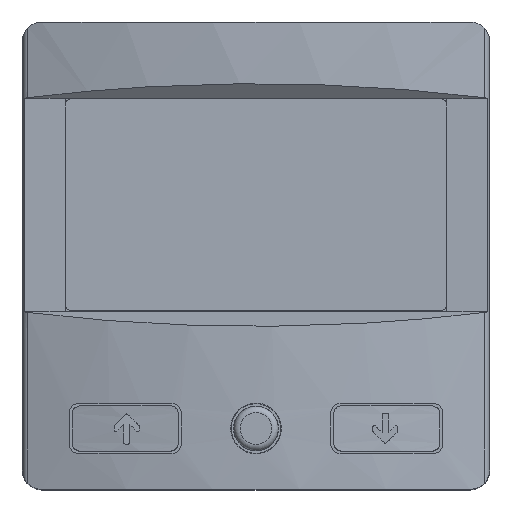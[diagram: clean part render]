
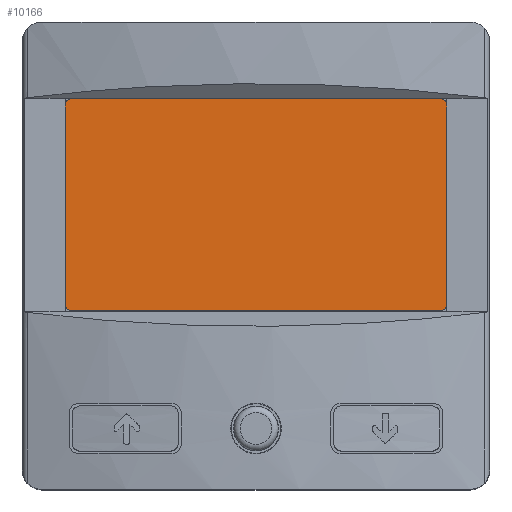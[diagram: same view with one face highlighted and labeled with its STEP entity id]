
A CAD part, top view. The second image highlights one B-rep face of the part: STEP entity #10166.
In plain terms, the highlighted planar face has unit normal (0, 0, 1).
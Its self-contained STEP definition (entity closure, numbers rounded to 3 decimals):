
#161=CIRCLE('',#10631,0.4);
#162=CIRCLE('',#10634,0.4);
#163=CIRCLE('',#10637,0.4);
#164=CIRCLE('',#10640,0.4);
#749=ORIENTED_EDGE('',*,*,#2688,.T.);
#750=ORIENTED_EDGE('',*,*,#2691,.T.);
#751=ORIENTED_EDGE('',*,*,#2693,.T.);
#752=ORIENTED_EDGE('',*,*,#2695,.T.);
#753=ORIENTED_EDGE('',*,*,#2697,.T.);
#754=ORIENTED_EDGE('',*,*,#2699,.T.);
#755=ORIENTED_EDGE('',*,*,#2701,.T.);
#756=ORIENTED_EDGE('',*,*,#2702,.T.);
#2688=EDGE_CURVE('',#3679,#3678,#4331,.T.);
#2691=EDGE_CURVE('',#3678,#3680,#161,.T.);
#2693=EDGE_CURVE('',#3680,#3681,#4335,.T.);
#2695=EDGE_CURVE('',#3681,#3682,#162,.T.);
#2697=EDGE_CURVE('',#3682,#3683,#4338,.T.);
#2699=EDGE_CURVE('',#3683,#3684,#163,.T.);
#2701=EDGE_CURVE('',#3684,#3685,#4341,.T.);
#2702=EDGE_CURVE('',#3685,#3679,#164,.T.);
#3678=VERTEX_POINT('',#13927);
#3679=VERTEX_POINT('',#13929);
#3680=VERTEX_POINT('',#13933);
#3681=VERTEX_POINT('',#13937);
#3682=VERTEX_POINT('',#13941);
#3683=VERTEX_POINT('',#13945);
#3684=VERTEX_POINT('',#13949);
#3685=VERTEX_POINT('',#13953);
#4331=LINE('',#13928,#5246);
#4335=LINE('',#13938,#5250);
#4338=LINE('',#13946,#5253);
#4341=LINE('',#13954,#5256);
#5246=VECTOR('',#11560,1000.);
#5250=VECTOR('',#11570,1000.);
#5253=VECTOR('',#11579,1000.);
#5256=VECTOR('',#11588,1000.);
#5937=EDGE_LOOP('',(#749,#750,#751,#752,#753,#754,#755,#756));
#6430=FACE_BOUND('',#5937,.T.);
#6840=PLANE('',#10641);
#10166=ADVANCED_FACE('',(#6430),#6840,.T.);
#10631=AXIS2_PLACEMENT_3D('',#13934,#11565,#11566);
#10634=AXIS2_PLACEMENT_3D('',#13942,#11574,#11575);
#10637=AXIS2_PLACEMENT_3D('',#13950,#11583,#11584);
#10640=AXIS2_PLACEMENT_3D('',#13956,#11591,#11592);
#10641=AXIS2_PLACEMENT_3D('',#13957,#11593,#11594);
#11560=DIRECTION('',(0.,-1.,0.));
#11565=DIRECTION('',(0.,0.,1.));
#11566=DIRECTION('',(1.,0.,0.));
#11570=DIRECTION('',(1.,0.,0.));
#11574=DIRECTION('',(0.,0.,1.));
#11575=DIRECTION('',(1.,0.,0.));
#11579=DIRECTION('',(0.,1.,0.));
#11583=DIRECTION('',(0.,0.,1.));
#11584=DIRECTION('',(1.,0.,0.));
#11588=DIRECTION('',(-1.,0.,0.));
#11591=DIRECTION('',(0.,0.,1.));
#11592=DIRECTION('',(1.,0.,0.));
#11593=DIRECTION('',(0.,0.,1.));
#11594=DIRECTION('',(1.,0.,0.));
#13927=CARTESIAN_POINT('',(-12.25,-3.125,25.5));
#13928=CARTESIAN_POINT('',(-12.25,9.675,25.5));
#13929=CARTESIAN_POINT('',(-12.25,9.675,25.5));
#13933=CARTESIAN_POINT('',(-11.85,-3.525,25.5));
#13934=CARTESIAN_POINT('',(-11.85,-3.125,25.5));
#13937=CARTESIAN_POINT('',(11.85,-3.525,25.5));
#13938=CARTESIAN_POINT('',(-11.85,-3.525,25.5));
#13941=CARTESIAN_POINT('',(12.25,-3.125,25.5));
#13942=CARTESIAN_POINT('',(11.85,-3.125,25.5));
#13945=CARTESIAN_POINT('',(12.25,9.675,25.5));
#13946=CARTESIAN_POINT('',(12.25,-3.125,25.5));
#13949=CARTESIAN_POINT('',(11.85,10.075,25.5));
#13950=CARTESIAN_POINT('',(11.85,9.675,25.5));
#13953=CARTESIAN_POINT('',(-11.85,10.075,25.5));
#13954=CARTESIAN_POINT('',(11.85,10.075,25.5));
#13956=CARTESIAN_POINT('',(-11.85,9.675,25.5));
#13957=CARTESIAN_POINT('',(-11.85,-3.125,25.5));
